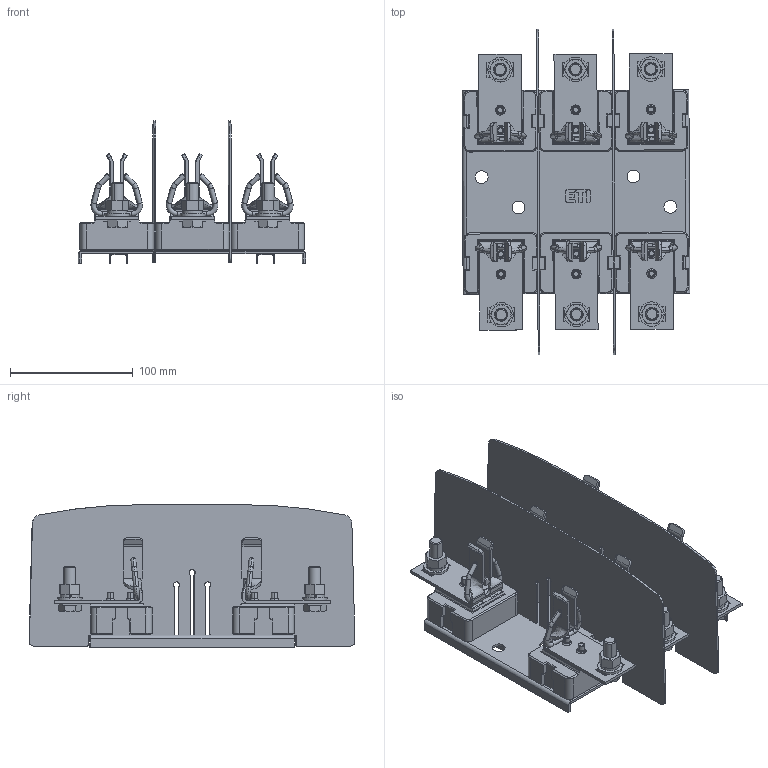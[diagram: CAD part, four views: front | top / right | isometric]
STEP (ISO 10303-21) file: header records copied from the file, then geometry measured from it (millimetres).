
FILE_DESCRIPTION((''),'2;1');
FILE_NAME('004123100_PK1_M10-M10_1P_S_ASM','2023-10-23T13:52:13',('klemen.sitar'),('Audax d.o.o.'),'CREO PARAMETRIC BY PTC INC, 2021304','CREO PARAMETRIC BY PTC INC, 2021304','');
FILE_SCHEMA(('AP242_MANAGED_MODEL_BASED_3D_ENGINEERING_MIM_LF { 1 0 10303 442 1 1 4 }'));
Length unit declared in the file: millimetre
Products named in the file (25): PR_PK2_1; BARRIER_1_ASM; PRT0002_1_1_1; 0000032892_AF0_1_1_1_2_1_1_1; 0000032892_AF0_1_1_1_1_1; PRT0006_1_1_1; PRT0006_1_2_1; PRT0006_1_3_1; ETI_LOGO_19_8X10_52MM_ASM; BASE_1_ASM; 0000038658_1_1_1_1_1; 0000038453_1_1_1_1_1_1; 0000038666_AF1_1_1_1_1_1_1; 0000032606_1_1_2_1_1_1_1; 0000032607_1_1_2_3_4_1_1_1_1; 0000032604_1_1_2_3_4_1_1_1_1; 0000032603_1_1_2_3_4_1_1_1_1; 0000032605_1_1_2_3_4_1_1_1_1; M10_TOP_ASM; TOP_1_ASM; 0000038666_AF0_1_1_1_1_1_1; M10_BOT_ASM; BOT_1_ASM; COMBO_ASM; 004123100_PK1_M10-M10_1P_S_ASM
Assembly tree (36 placements, depth 5):
  004123100_PK1_M10-M10_1P_S_ASM
    BARRIER_1_ASM
      PR_PK2_1  x2
    BASE_1_ASM
      PRT0002_1_1_1
      0000032892_AF0_1_1_1_2_1_1_1
      0000032892_AF0_1_1_1_1_1
      ETI_LOGO_19_8X10_52MM_ASM
        PRT0006_1_1_1
        PRT0006_1_2_1
        PRT0006_1_3_1
    COMBO_ASM  x3
      TOP_1_ASM
        0000038658_1_1_1_1_1
        0000038453_1_1_1_1_1_1
        0000038666_AF1_1_1_1_1_1_1
        0000032606_1_1_2_1_1_1_1  x2
        M10_TOP_ASM
          0000032607_1_1_2_3_4_1_1_1_1
          0000032604_1_1_2_3_4_1_1_1_1
          0000032603_1_1_2_3_4_1_1_1_1
          0000032605_1_1_2_3_4_1_1_1_1
      BOT_1_ASM
        0000038658_1_1_1_1_1
        0000038453_1_1_1_1_1_1
        0000038666_AF0_1_1_1_1_1_1
        0000032606_1_1_2_1_1_1_1  x2
        M10_BOT_ASM
          0000032607_1_1_2_3_4_1_1_1_1
          0000032604_1_1_2_3_4_1_1_1_1
          0000032603_1_1_2_3_4_1_1_1_1
          0000032605_1_1_2_3_4_1_1_1_1
Bounding box: 185.71 x 266.05 x 116.5 mm (x, y, z)
Volume: 679749.8 mm3; surface area: 362822.8 mm2
Topology: 62 solids, 104 shells, 2283 faces, 5682 edges, 3640 vertices
Faces by surface type: plane 1285, cylinder 548, cone 252, torus 132, bspline 66
Entity records: 34648 total; most frequent: CARTESIAN_POINT 12921, DIRECTION 2886, ORIENTED_EDGE 2632, PRESENTATION_STYLE_ASSIGNMENT 1459, STYLED_ITEM 1459, EDGE_CURVE 1328, CURVE_STYLE 1184, AXIS2_PLACEMENT_3D 1028
